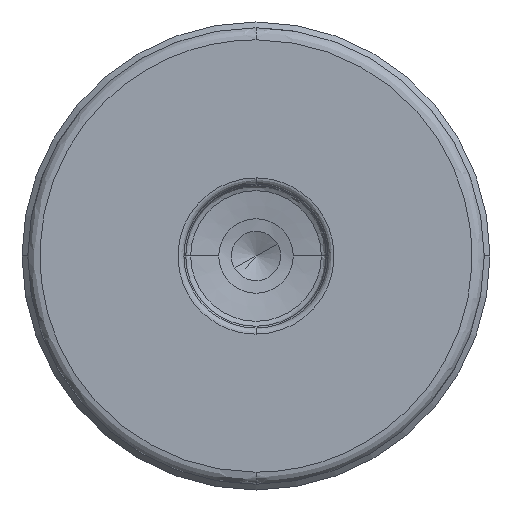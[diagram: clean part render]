
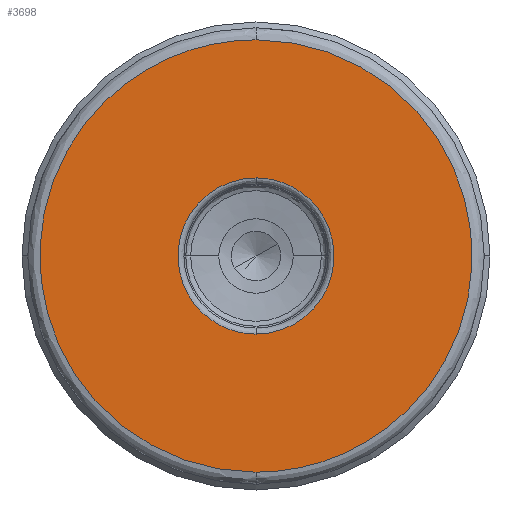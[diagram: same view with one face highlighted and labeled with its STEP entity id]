
A CAD part, front view. The second image highlights one B-rep face of the part: STEP entity #3698.
In plain terms, the highlighted planar face has unit normal (0, -1, 0).
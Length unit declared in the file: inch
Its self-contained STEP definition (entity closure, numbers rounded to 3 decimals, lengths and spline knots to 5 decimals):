
#16 = EDGE_LOOP ( 'NONE', ( #4628, #3705 ) ) ;
#443 = CARTESIAN_POINT ( 'NONE',  ( 1.08441, 0.11946, 0.40215 ) ) ;
#499 = CARTESIAN_POINT ( 'NONE',  ( 1.08441, 0.11946, 1.81947 ) ) ;
#766 = DIRECTION ( 'NONE',  ( 0., 1., 0. ) ) ;
#779 = CARTESIAN_POINT ( 'NONE',  ( 1.59622, 0.11946, 1.36671 ) ) ;
#985 = CARTESIAN_POINT ( 'NONE',  ( 1.08441, 0.11946, 0.40215 ) ) ;
#992 =( BOUNDED_CURVE ( )  B_SPLINE_CURVE ( 3, ( #3076, #1205, #3862, #443 ),
 .UNSPECIFIED., .F., .F. ) 
 B_SPLINE_CURVE_WITH_KNOTS ( ( 4, 4 ),
 ( 0., 0.5 ),
 .UNSPECIFIED. ) 
 CURVE ( )  GEOMETRIC_REPRESENTATION_ITEM ( )  RATIONAL_B_SPLINE_CURVE ( ( 1., 0.333, 0.333, 1. ) ) 
 REPRESENTATION_ITEM ( '' )  );
#1095 = CARTESIAN_POINT ( 'NONE',  ( 0.5726, 0.11946, 1.36671 ) ) ;
#1125 = EDGE_CURVE ( 'NONE', #4752, #2060, #992, .T. ) ;
#1205 = CARTESIAN_POINT ( 'NONE',  ( 2.50174, 0.11946, 1.81947 ) ) ;
#1889 = CARTESIAN_POINT ( 'NONE',  ( -0.33291, 0.11946, 0.40215 ) ) ;
#1975 = FACE_BOUND ( 'NONE', #4871, .T. ) ;
#2060 = VERTEX_POINT ( 'NONE', #985 ) ;
#2117 =( BOUNDED_CURVE ( )  B_SPLINE_CURVE ( 3, ( #2280, #3803, #779, #3426 ),
 .UNSPECIFIED., .F., .F. ) 
 B_SPLINE_CURVE_WITH_KNOTS ( ( 4, 4 ),
 ( 0.5, 1. ),
 .UNSPECIFIED. ) 
 CURVE ( )  GEOMETRIC_REPRESENTATION_ITEM ( )  RATIONAL_B_SPLINE_CURVE ( ( 1., 0.333, 0.333, 1. ) ) 
 REPRESENTATION_ITEM ( '' )  );
#2256 = CARTESIAN_POINT ( 'NONE',  ( -0.33291, 0.11946, 1.81947 ) ) ;
#2280 = CARTESIAN_POINT ( 'NONE',  ( 1.08441, 0.11946, 0.8549 ) ) ;
#2624 = CARTESIAN_POINT ( 'NONE',  ( 1.08441, 0.11946, 0.8549 ) ) ;
#2680 = ORIENTED_EDGE ( 'NONE', *, *, #4156, .F. ) ;
#2801 = VERTEX_POINT ( 'NONE', #3054 ) ;
#2846 = FACE_OUTER_BOUND ( 'NONE', #16, .T. ) ;
#3054 = CARTESIAN_POINT ( 'NONE',  ( 1.08441, 0.11946, 0.8549 ) ) ;
#3076 = CARTESIAN_POINT ( 'NONE',  ( 1.08441, 0.11946, 1.81947 ) ) ;
#3388 =( BOUNDED_CURVE ( )  B_SPLINE_CURVE ( 3, ( #4580, #1889, #2256, #4961 ),
 .UNSPECIFIED., .F., .F. ) 
 B_SPLINE_CURVE_WITH_KNOTS ( ( 4, 4 ),
 ( 0.5, 1. ),
 .UNSPECIFIED. ) 
 CURVE ( )  GEOMETRIC_REPRESENTATION_ITEM ( )  RATIONAL_B_SPLINE_CURVE ( ( 1., 0.333, 0.333, 1. ) ) 
 REPRESENTATION_ITEM ( '' )  );
#3411 = DIRECTION ( 'NONE',  ( 0., 0., 1. ) ) ;
#3426 = CARTESIAN_POINT ( 'NONE',  ( 1.08441, 0.11946, 1.36671 ) ) ;
#3521 = VERTEX_POINT ( 'NONE', #4838 ) ;
#3624 = AXIS2_PLACEMENT_3D ( 'NONE', #4969, #766, #3411 ) ;
#3698 = ADVANCED_FACE ( 'NONE', ( #1975, #2846 ), #4186, .F. ) ;
#3705 = ORIENTED_EDGE ( 'NONE', *, *, #4181, .F. ) ;
#3751 = CARTESIAN_POINT ( 'NONE',  ( 1.08441, 0.11946, 1.36671 ) ) ;
#3803 = CARTESIAN_POINT ( 'NONE',  ( 1.59622, 0.11946, 0.8549 ) ) ;
#3862 = CARTESIAN_POINT ( 'NONE',  ( 2.50174, 0.11946, 0.40215 ) ) ;
#4156 = EDGE_CURVE ( 'NONE', #3521, #2801, #4321, .T. ) ;
#4181 = EDGE_CURVE ( 'NONE', #2060, #4752, #3388, .T. ) ;
#4186 = PLANE ( 'NONE',  #3624 ) ;
#4321 =( BOUNDED_CURVE ( )  B_SPLINE_CURVE ( 3, ( #3751, #1095, #4946, #2624 ),
 .UNSPECIFIED., .F., .F. ) 
 B_SPLINE_CURVE_WITH_KNOTS ( ( 4, 4 ),
 ( 0., 0.5 ),
 .UNSPECIFIED. ) 
 CURVE ( )  GEOMETRIC_REPRESENTATION_ITEM ( )  RATIONAL_B_SPLINE_CURVE ( ( 1., 0.333, 0.333, 1. ) ) 
 REPRESENTATION_ITEM ( '' )  );
#4580 = CARTESIAN_POINT ( 'NONE',  ( 1.08441, 0.11946, 0.40215 ) ) ;
#4628 = ORIENTED_EDGE ( 'NONE', *, *, #1125, .F. ) ;
#4752 = VERTEX_POINT ( 'NONE', #499 ) ;
#4838 = CARTESIAN_POINT ( 'NONE',  ( 1.08441, 0.11946, 1.36671 ) ) ;
#4871 = EDGE_LOOP ( 'NONE', ( #2680, #4970 ) ) ;
#4946 = CARTESIAN_POINT ( 'NONE',  ( 0.5726, 0.11946, 0.8549 ) ) ;
#4961 = CARTESIAN_POINT ( 'NONE',  ( 1.08441, 0.11946, 1.81947 ) ) ;
#4969 = CARTESIAN_POINT ( 'NONE',  ( 1.83244, 0.11946, 1.11081 ) ) ;
#4970 = ORIENTED_EDGE ( 'NONE', *, *, #4984, .F. ) ;
#4984 = EDGE_CURVE ( 'NONE', #2801, #3521, #2117, .T. ) ;
